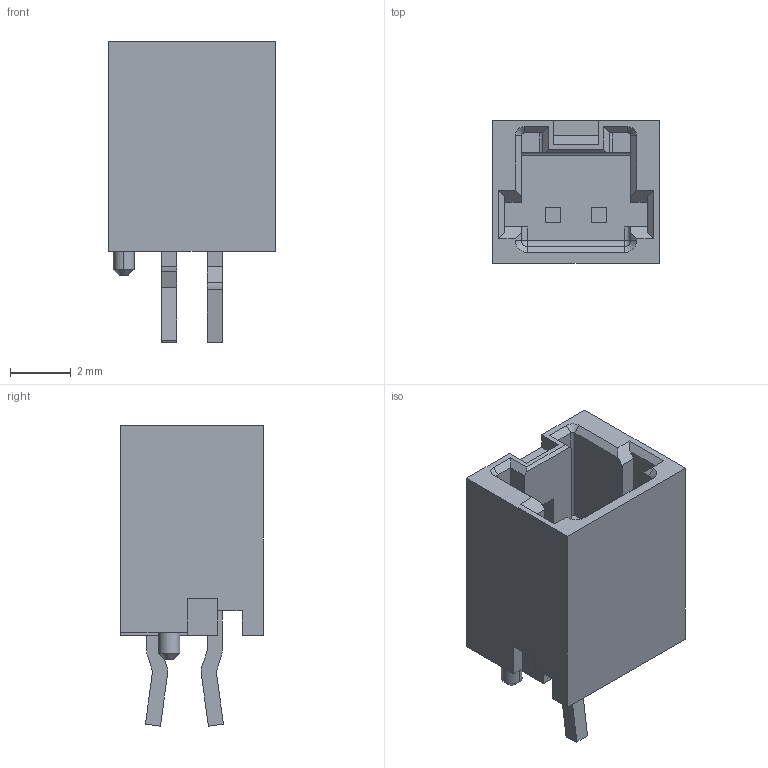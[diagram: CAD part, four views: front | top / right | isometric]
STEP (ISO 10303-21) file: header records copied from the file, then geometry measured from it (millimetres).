
FILE_DESCRIPTION((''),'2;1');
FILE_NAME('C-292207-2','2016-03-02T',('workeradm'),('Tyco Electronics Ltd.'),'CREO PARAMETRIC BY PTC INC, 2015200','CREO PARAMETRIC BY PTC INC, 2015200','');
FILE_SCHEMA(('AUTOMOTIVE_DESIGN { 1 0 10303 214 1 1 1 1 }'));
Length unit declared in the file: millimetre
Products named in the file (1): C-292207-2
Bounding box: 5.5 x 4.7 x 9.9 mm (x, y, z)
Volume: 109.5 mm3; surface area: 313.5 mm2
Topology: 1 solids, 1 shells, 146 faces, 399 edges, 258 vertices
Faces by surface type: plane 115, cylinder 23, cone 6, sphere 2
Entity records: 4591 total; most frequent: CARTESIAN_POINT 805, ORIENTED_EDGE 798, DIRECTION 743, EDGE_CURVE 399, VECTOR 347, LINE 347, VERTEX_POINT 258, AXIS2_PLACEMENT_3D 198
